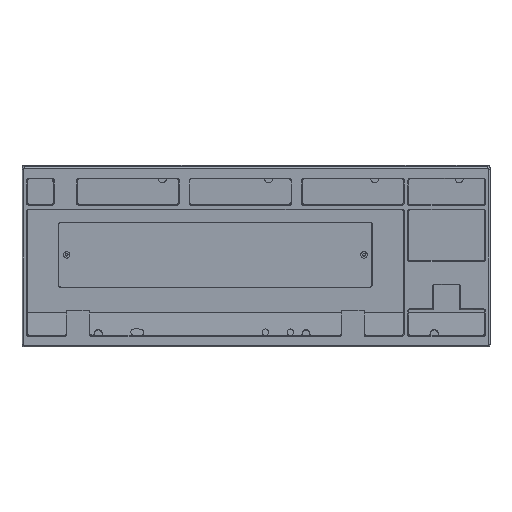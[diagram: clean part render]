
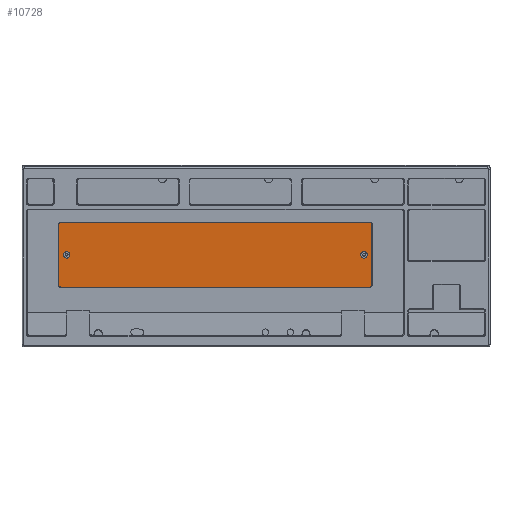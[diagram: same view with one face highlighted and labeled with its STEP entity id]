
A CAD part, top view. The second image highlights one B-rep face of the part: STEP entity #10728.
In plain terms, the highlighted planar face has unit normal (0, -0.079, 0.997).
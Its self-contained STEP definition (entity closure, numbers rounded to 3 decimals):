
#177=FACE_BOUND('',#3729,.T.);
#178=FACE_BOUND('',#3730,.T.);
#410=PLANE('',#11992);
#1293=LINE('',#19644,#2187);
#1299=LINE('',#19664,#2193);
#1302=LINE('',#19672,#2196);
#1304=LINE('',#19678,#2198);
#2187=VECTOR('',#15304,10.);
#2193=VECTOR('',#15324,10.);
#2196=VECTOR('',#15333,10.);
#2198=VECTOR('',#15341,10.);
#3084=FACE_OUTER_BOUND('',#3728,.T.);
#3728=EDGE_LOOP('',(#10079,#10080,#10081,#10082,#10083,#10084,#10085,#10086));
#3729=EDGE_LOOP('',(#10087));
#3730=EDGE_LOOP('',(#10088));
#4337=CIRCLE('',#11967,2.5);
#4340=CIRCLE('',#11972,2.5);
#4342=CIRCLE('',#11976,2.);
#4347=CIRCLE('',#11984,2.);
#4348=CIRCLE('',#11987,2.);
#4349=CIRCLE('',#11990,2.);
#5337=VERTEX_POINT('',#19613);
#5340=VERTEX_POINT('',#19623);
#5342=VERTEX_POINT('',#19631);
#5343=VERTEX_POINT('',#19632);
#5347=VERTEX_POINT('',#19642);
#5353=VERTEX_POINT('',#19658);
#5354=VERTEX_POINT('',#19662);
#5355=VERTEX_POINT('',#19666);
#5356=VERTEX_POINT('',#19670);
#5357=VERTEX_POINT('',#19674);
#6903=EDGE_CURVE('',#5337,#5337,#4337,.T.);
#6908=EDGE_CURVE('',#5340,#5340,#4340,.T.);
#6911=EDGE_CURVE('',#5342,#5343,#4342,.T.);
#6917=EDGE_CURVE('',#5342,#5347,#1293,.T.);
#6924=EDGE_CURVE('',#5353,#5347,#4347,.T.);
#6927=EDGE_CURVE('',#5353,#5354,#1299,.T.);
#6928=EDGE_CURVE('',#5355,#5354,#4348,.T.);
#6931=EDGE_CURVE('',#5355,#5356,#1302,.T.);
#6932=EDGE_CURVE('',#5357,#5356,#4349,.T.);
#6934=EDGE_CURVE('',#5357,#5343,#1304,.T.);
#10079=ORIENTED_EDGE('',*,*,#6911,.F.);
#10080=ORIENTED_EDGE('',*,*,#6917,.T.);
#10081=ORIENTED_EDGE('',*,*,#6924,.F.);
#10082=ORIENTED_EDGE('',*,*,#6927,.T.);
#10083=ORIENTED_EDGE('',*,*,#6928,.F.);
#10084=ORIENTED_EDGE('',*,*,#6931,.T.);
#10085=ORIENTED_EDGE('',*,*,#6932,.F.);
#10086=ORIENTED_EDGE('',*,*,#6934,.T.);
#10087=ORIENTED_EDGE('',*,*,#6903,.T.);
#10088=ORIENTED_EDGE('',*,*,#6908,.T.);
#10728=ADVANCED_FACE('',(#3084,#177,#178),#410,.T.);
#11967=AXIS2_PLACEMENT_3D('',#19615,#15273,#15274);
#11972=AXIS2_PLACEMENT_3D('',#19625,#15285,#15286);
#11976=AXIS2_PLACEMENT_3D('',#19633,#15294,#15295);
#11984=AXIS2_PLACEMENT_3D('',#19659,#15318,#15319);
#11987=AXIS2_PLACEMENT_3D('',#19667,#15327,#15328);
#11990=AXIS2_PLACEMENT_3D('',#19675,#15336,#15337);
#11992=AXIS2_PLACEMENT_3D('',#19679,#15342,#15343);
#15273=DIRECTION('center_axis',(0.,0.078,-0.997));
#15274=DIRECTION('ref_axis',(1.,0.,0.));
#15285=DIRECTION('center_axis',(0.,0.078,-0.997));
#15286=DIRECTION('ref_axis',(1.,0.,0.));
#15294=DIRECTION('center_axis',(0.,0.078,-0.997));
#15295=DIRECTION('ref_axis',(0.707,-0.705,-0.055));
#15304=DIRECTION('',(0.,0.997,0.078));
#15318=DIRECTION('center_axis',(0.,0.078,-0.997));
#15319=DIRECTION('ref_axis',(0.707,0.705,0.055));
#15324=DIRECTION('',(-1.,0.,0.));
#15327=DIRECTION('center_axis',(0.,0.078,-0.997));
#15328=DIRECTION('ref_axis',(-0.707,0.705,0.055));
#15333=DIRECTION('',(0.,-0.997,-0.078));
#15336=DIRECTION('center_axis',(0.,0.078,-0.997));
#15337=DIRECTION('ref_axis',(-0.707,-0.705,-0.055));
#15341=DIRECTION('',(1.,0.,0.));
#15342=DIRECTION('center_axis',(0.,-0.078,0.997));
#15343=DIRECTION('ref_axis',(1.,0.,0.));
#19613=CARTESIAN_POINT('',(-15.812,12.386,-4.521));
#19615=CARTESIAN_POINT('Origin',(-13.312,12.386,-4.521));
#19623=CARTESIAN_POINT('',(210.817,12.386,-4.521));
#19625=CARTESIAN_POINT('Origin',(213.317,12.386,-4.521));
#19631=CARTESIAN_POINT('',(219.317,-10.344,-6.31));
#19632=CARTESIAN_POINT('',(217.317,-12.337,-6.466));
#19633=CARTESIAN_POINT('Origin',(217.317,-10.344,-6.31));
#19642=CARTESIAN_POINT('',(219.317,35.116,-2.732));
#19644=CARTESIAN_POINT('',(219.317,-12.337,-6.466));
#19658=CARTESIAN_POINT('',(217.317,37.11,-2.575));
#19659=CARTESIAN_POINT('Origin',(217.317,35.116,-2.732));
#19662=CARTESIAN_POINT('',(-17.312,37.11,-2.575));
#19664=CARTESIAN_POINT('',(219.317,37.11,-2.575));
#19666=CARTESIAN_POINT('',(-19.312,35.116,-2.732));
#19667=CARTESIAN_POINT('Origin',(-17.312,35.116,-2.732));
#19670=CARTESIAN_POINT('',(-19.312,-10.344,-6.31));
#19672=CARTESIAN_POINT('',(-19.312,37.11,-2.575));
#19674=CARTESIAN_POINT('',(-17.312,-12.337,-6.466));
#19675=CARTESIAN_POINT('Origin',(-17.312,-10.344,-6.31));
#19678=CARTESIAN_POINT('',(-19.312,-12.337,-6.466));
#19679=CARTESIAN_POINT('Origin',(100.002,12.386,-4.521));
